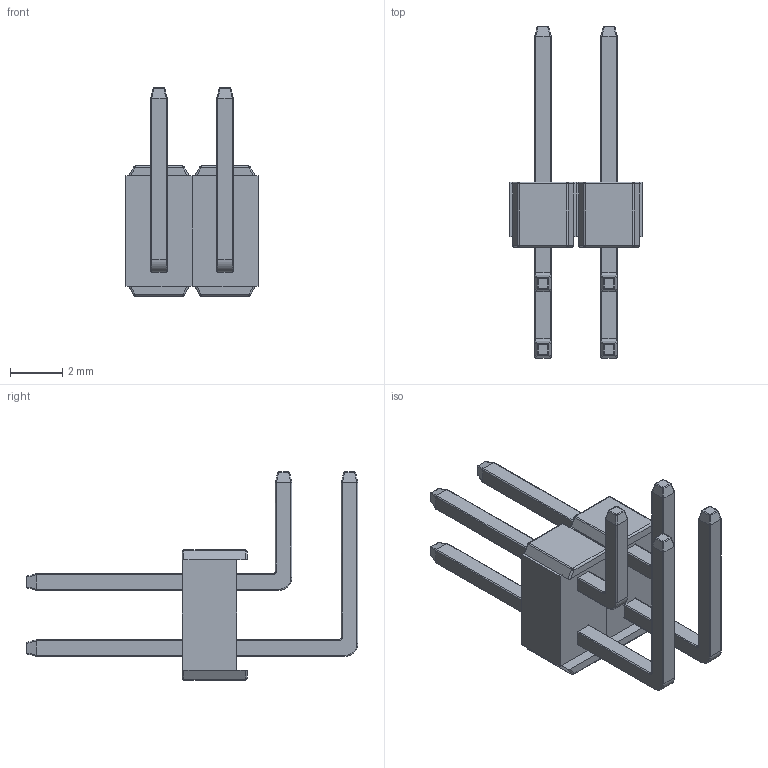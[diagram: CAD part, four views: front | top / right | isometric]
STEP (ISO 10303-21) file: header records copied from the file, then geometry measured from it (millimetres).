
FILE_DESCRIPTION (( 'STEP AP214' ), '1' );
FILE_NAME ('PH2RA 04 UA.STEP', '2019-04-17T14:25:25', ( '' ), ( '' ), 'SwSTEP 2.0', 'SolidWorks 2014', '' );
FILE_SCHEMA (( 'AUTOMOTIVE_DESIGN' ));
Length unit declared in the file: millimetre
Products named in the file (1): PH2RA 04 UA
Bounding box: 5.08 x 12.76 x 8 mm (x, y, z)
Volume: 76.6 mm3; surface area: 303.7 mm2
Topology: 10 solids, 10 shells, 412 faces, 984 edges, 560 vertices
Faces by surface type: cylinder 192, plane 140, torus 32, sphere 32, bspline 16
Entity records: 11759 total; most frequent: CARTESIAN_POINT 2629, ORIENTED_EDGE 1904, DIRECTION 1898, EDGE_CURVE 952, AXIS2_PLACEMENT_3D 693, VERTEX_POINT 560, VECTOR 512, LINE 512
